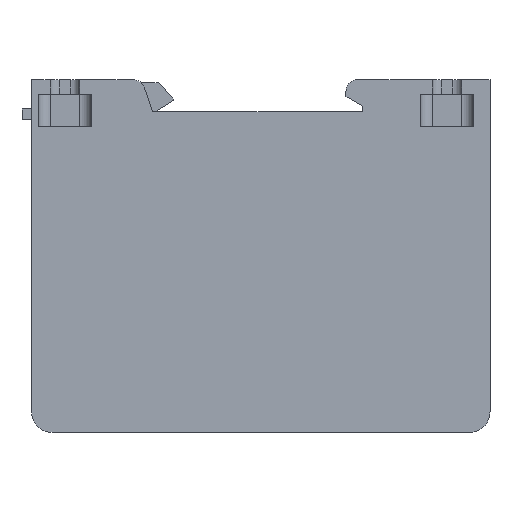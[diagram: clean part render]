
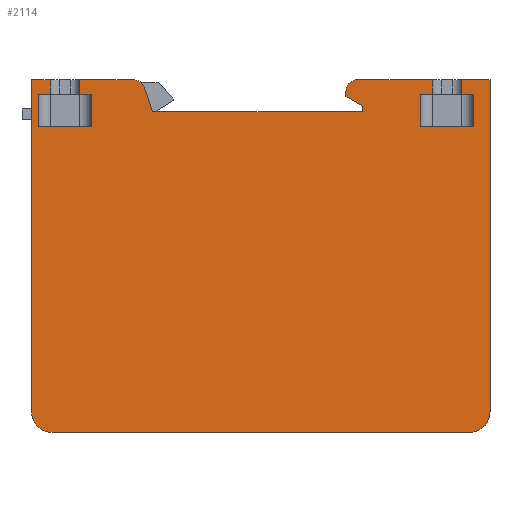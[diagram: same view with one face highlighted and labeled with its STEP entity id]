
A CAD part, front view. The second image highlights one B-rep face of the part: STEP entity #2114.
In plain terms, the highlighted planar face has unit normal (0, -1, 0).
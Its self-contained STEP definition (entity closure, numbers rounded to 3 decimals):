
#17=CARTESIAN_POINT('',(-20.895,0.,28.));
#18=DIRECTION('',(0.,1.,0.));
#19=DIRECTION('',(0.,0.,1.));
#20=AXIS2_PLACEMENT_3D('',#17,#18,#19);
#22=DIRECTION('',(0.321,0.,-0.947));
#23=VECTOR('',#22,4.375);
#24=CARTESIAN_POINT('',(-19.001,0.,28.643));
#25=LINE('',#24,#23);
#26=DIRECTION('',(1.,0.,0.));
#27=VECTOR('',#26,35.7);
#28=CARTESIAN_POINT('',(-17.595,0.,24.5));
#29=LINE('',#28,#27);
#30=DIRECTION('',(0.,0.,1.));
#31=VECTOR('',#30,1.);
#32=CARTESIAN_POINT('',(18.105,0.,24.5));
#33=LINE('',#32,#31);
#34=DIRECTION('',(-0.866,0.,0.5));
#35=VECTOR('',#34,3.233);
#36=CARTESIAN_POINT('',(18.105,0.,25.5));
#37=LINE('',#36,#35);
#38=DIRECTION('',(0.,0.,1.));
#39=VECTOR('',#38,0.883);
#40=CARTESIAN_POINT('',(15.305,0.,27.117));
#41=LINE('',#40,#39);
#42=CARTESIAN_POINT('',(17.305,0.,28.));
#43=DIRECTION('',(0.,1.,0.));
#44=DIRECTION('',(-1.,0.,0.));
#45=AXIS2_PLACEMENT_3D('',#42,#43,#44);
#47=DIRECTION('',(1.,0.,0.));
#48=VECTOR('',#47,12.695);
#49=CARTESIAN_POINT('',(17.305,0.,30.));
#50=LINE('',#49,#48);
#51=DIRECTION('',(-1.,0.,0.));
#52=VECTOR('',#51,2.);
#53=CARTESIAN_POINT('',(30.,0.,27.5));
#54=LINE('',#53,#52);
#55=DIRECTION('',(0.,0.,1.));
#56=VECTOR('',#55,5.5);
#57=CARTESIAN_POINT('',(37.,0.,22.));
#58=LINE('',#57,#56);
#59=DIRECTION('',(-1.,0.,0.));
#60=VECTOR('',#59,2.);
#61=CARTESIAN_POINT('',(37.,0.,27.5));
#62=LINE('',#61,#60);
#63=DIRECTION('',(0.,0.,1.));
#64=VECTOR('',#63,2.5);
#65=CARTESIAN_POINT('',(35.,0.,27.5));
#66=LINE('',#65,#64);
#67=DIRECTION('',(1.,0.,0.));
#68=VECTOR('',#67,4.805);
#69=CARTESIAN_POINT('',(35.,0.,30.));
#70=LINE('',#69,#68);
#71=DIRECTION('',(0.,0.,-1.));
#72=VECTOR('',#71,56.5);
#73=CARTESIAN_POINT('',(39.805,0.,30.));
#74=LINE('',#73,#72);
#75=CARTESIAN_POINT('',(36.305,0.,-26.5));
#76=DIRECTION('',(0.,1.,0.));
#77=DIRECTION('',(1.,0.,0.));
#78=AXIS2_PLACEMENT_3D('',#75,#76,#77);
#80=DIRECTION('',(-1.,0.,0.));
#81=VECTOR('',#80,71.);
#82=CARTESIAN_POINT('',(36.305,0.,-30.));
#83=LINE('',#82,#81);
#84=CARTESIAN_POINT('',(-34.695,0.,-26.5));
#85=DIRECTION('',(0.,1.,0.));
#86=DIRECTION('',(0.,0.,-1.));
#87=AXIS2_PLACEMENT_3D('',#84,#85,#86);
#89=DIRECTION('',(1.,0.,0.));
#90=VECTOR('',#89,3.195);
#91=CARTESIAN_POINT('',(-38.195,0.,30.));
#92=LINE('',#91,#90);
#93=DIRECTION('',(1.,0.,0.));
#94=VECTOR('',#93,9.);
#95=CARTESIAN_POINT('',(-37.,0.,22.));
#96=LINE('',#95,#94);
#97=DIRECTION('',(0.,0.,1.));
#98=VECTOR('',#97,5.5);
#99=CARTESIAN_POINT('',(-28.,0.,22.));
#100=LINE('',#99,#98);
#101=DIRECTION('',(0.,0.,1.));
#102=VECTOR('',#101,2.5);
#103=CARTESIAN_POINT('',(-30.,0.,27.5));
#104=LINE('',#103,#102);
#105=DIRECTION('',(1.,0.,0.));
#106=VECTOR('',#105,9.105);
#107=CARTESIAN_POINT('',(-30.,0.,30.));
#108=LINE('',#107,#106);
#517=DIRECTION('',(0.,0.,1.));
#518=VECTOR('',#517,5.5);
#519=CARTESIAN_POINT('',(28.,0.,22.));
#520=LINE('',#519,#518);
#529=DIRECTION('',(-1.,0.,0.));
#530=VECTOR('',#529,9.);
#531=CARTESIAN_POINT('',(37.,0.,22.));
#532=LINE('',#531,#530);
#761=DIRECTION('',(0.,0.,-1.));
#762=VECTOR('',#761,56.5);
#763=CARTESIAN_POINT('',(-38.195,0.,30.));
#764=LINE('',#763,#762);
#995=DIRECTION('',(1.,0.,0.));
#996=VECTOR('',#995,2.);
#997=CARTESIAN_POINT('',(-37.,0.,27.5));
#998=LINE('',#997,#996);
#1021=DIRECTION('',(1.,0.,0.));
#1022=VECTOR('',#1021,2.);
#1023=CARTESIAN_POINT('',(-30.,0.,27.5));
#1024=LINE('',#1023,#1022);
#1045=DIRECTION('',(0.,0.,1.));
#1046=VECTOR('',#1045,5.5);
#1047=CARTESIAN_POINT('',(-37.,0.,22.));
#1048=LINE('',#1047,#1046);
#1057=DIRECTION('',(0.,0.,1.));
#1058=VECTOR('',#1057,2.5);
#1059=CARTESIAN_POINT('',(-35.,0.,27.5));
#1060=LINE('',#1059,#1058);
#1539=DIRECTION('',(0.,0.,1.));
#1540=VECTOR('',#1539,2.5);
#1541=CARTESIAN_POINT('',(30.,0.,27.5));
#1542=LINE('',#1541,#1540);
#1567=CARTESIAN_POINT('',(-20.895,0.,30.));
#1568=CARTESIAN_POINT('',(-19.001,0.,28.643));
#1569=VERTEX_POINT('',#1567);
#1570=VERTEX_POINT('',#1568);
#1571=CARTESIAN_POINT('',(-17.595,0.,24.5));
#1572=VERTEX_POINT('',#1571);
#1573=CARTESIAN_POINT('',(18.105,0.,24.5));
#1574=VERTEX_POINT('',#1573);
#1575=CARTESIAN_POINT('',(18.105,0.,25.5));
#1576=VERTEX_POINT('',#1575);
#1577=CARTESIAN_POINT('',(15.305,0.,27.117));
#1578=VERTEX_POINT('',#1577);
#1579=CARTESIAN_POINT('',(15.305,0.,28.));
#1580=VERTEX_POINT('',#1579);
#1581=CARTESIAN_POINT('',(17.305,0.,30.));
#1582=VERTEX_POINT('',#1581);
#1583=CARTESIAN_POINT('',(30.,0.,30.));
#1584=VERTEX_POINT('',#1583);
#1585=CARTESIAN_POINT('',(30.,0.,27.5));
#1586=VERTEX_POINT('',#1585);
#1587=CARTESIAN_POINT('',(28.,0.,27.5));
#1588=VERTEX_POINT('',#1587);
#1589=CARTESIAN_POINT('',(28.,0.,22.));
#1590=VERTEX_POINT('',#1589);
#1591=CARTESIAN_POINT('',(37.,0.,22.));
#1592=VERTEX_POINT('',#1591);
#1593=CARTESIAN_POINT('',(37.,0.,27.5));
#1594=VERTEX_POINT('',#1593);
#1595=CARTESIAN_POINT('',(35.,0.,27.5));
#1596=VERTEX_POINT('',#1595);
#1597=CARTESIAN_POINT('',(35.,0.,30.));
#1598=VERTEX_POINT('',#1597);
#1599=CARTESIAN_POINT('',(39.805,0.,30.));
#1600=VERTEX_POINT('',#1599);
#1601=CARTESIAN_POINT('',(39.805,0.,-26.5));
#1602=VERTEX_POINT('',#1601);
#1603=CARTESIAN_POINT('',(36.305,0.,-30.));
#1604=VERTEX_POINT('',#1603);
#1605=CARTESIAN_POINT('',(-34.695,0.,-30.));
#1606=VERTEX_POINT('',#1605);
#1607=CARTESIAN_POINT('',(-38.195,0.,-26.5));
#1608=VERTEX_POINT('',#1607);
#1609=CARTESIAN_POINT('',(-38.195,0.,30.));
#1610=VERTEX_POINT('',#1609);
#1611=CARTESIAN_POINT('',(-35.,0.,30.));
#1612=VERTEX_POINT('',#1611);
#1613=CARTESIAN_POINT('',(-35.,0.,27.5));
#1614=VERTEX_POINT('',#1613);
#1615=CARTESIAN_POINT('',(-37.,0.,27.5));
#1616=VERTEX_POINT('',#1615);
#1617=CARTESIAN_POINT('',(-37.,0.,22.));
#1618=VERTEX_POINT('',#1617);
#1619=CARTESIAN_POINT('',(-28.,0.,22.));
#1620=VERTEX_POINT('',#1619);
#1621=CARTESIAN_POINT('',(-28.,0.,27.5));
#1622=VERTEX_POINT('',#1621);
#1623=CARTESIAN_POINT('',(-30.,0.,27.5));
#1624=VERTEX_POINT('',#1623);
#1625=CARTESIAN_POINT('',(-30.,0.,30.));
#1626=VERTEX_POINT('',#1625);
#2047=CARTESIAN_POINT('',(0.,0.,0.));
#2048=DIRECTION('',(0.,1.,0.));
#2049=DIRECTION('',(1.,0.,0.));
#2050=AXIS2_PLACEMENT_3D('',#2047,#2048,#2049);
#2051=PLANE('',#2050);
#2053=ORIENTED_EDGE('',*,*,#2052,.T.);
#2055=ORIENTED_EDGE('',*,*,#2054,.T.);
#2057=ORIENTED_EDGE('',*,*,#2056,.T.);
#2059=ORIENTED_EDGE('',*,*,#2058,.T.);
#2061=ORIENTED_EDGE('',*,*,#2060,.T.);
#2063=ORIENTED_EDGE('',*,*,#2062,.T.);
#2065=ORIENTED_EDGE('',*,*,#2064,.T.);
#2067=ORIENTED_EDGE('',*,*,#2066,.T.);
#2069=ORIENTED_EDGE('',*,*,#2068,.F.);
#2071=ORIENTED_EDGE('',*,*,#2070,.T.);
#2073=ORIENTED_EDGE('',*,*,#2072,.F.);
#2075=ORIENTED_EDGE('',*,*,#2074,.F.);
#2077=ORIENTED_EDGE('',*,*,#2076,.T.);
#2079=ORIENTED_EDGE('',*,*,#2078,.T.);
#2081=ORIENTED_EDGE('',*,*,#2080,.T.);
#2083=ORIENTED_EDGE('',*,*,#2082,.T.);
#2085=ORIENTED_EDGE('',*,*,#2084,.T.);
#2087=ORIENTED_EDGE('',*,*,#2086,.T.);
#2089=ORIENTED_EDGE('',*,*,#2088,.T.);
#2091=ORIENTED_EDGE('',*,*,#2090,.T.);
#2093=ORIENTED_EDGE('',*,*,#2092,.F.);
#2095=ORIENTED_EDGE('',*,*,#2094,.T.);
#2097=ORIENTED_EDGE('',*,*,#2096,.F.);
#2099=ORIENTED_EDGE('',*,*,#2098,.F.);
#2101=ORIENTED_EDGE('',*,*,#2100,.F.);
#2103=ORIENTED_EDGE('',*,*,#2102,.T.);
#2105=ORIENTED_EDGE('',*,*,#2104,.T.);
#2107=ORIENTED_EDGE('',*,*,#2106,.F.);
#2109=ORIENTED_EDGE('',*,*,#2108,.T.);
#2111=ORIENTED_EDGE('',*,*,#2110,.T.);
#2112=EDGE_LOOP('',(#2053,#2055,#2057,#2059,#2061,#2063,#2065,#2067,#2069,#2071,
#2073,#2075,#2077,#2079,#2081,#2083,#2085,#2087,#2089,#2091,#2093,#2095,#2097,
#2099,#2101,#2103,#2105,#2107,#2109,#2111));
#2113=FACE_OUTER_BOUND('',#2112,.F.);
#2114=ADVANCED_FACE('',(#2113),#2051,.F.);
#21=CIRCLE('',#20,2.);
#46=CIRCLE('',#45,2.);
#79=CIRCLE('',#78,3.5);
#88=CIRCLE('',#87,3.5);
#2052=EDGE_CURVE('',#1569,#1570,#21,.T.);
#2054=EDGE_CURVE('',#1570,#1572,#25,.T.);
#2056=EDGE_CURVE('',#1572,#1574,#29,.T.);
#2058=EDGE_CURVE('',#1574,#1576,#33,.T.);
#2060=EDGE_CURVE('',#1576,#1578,#37,.T.);
#2062=EDGE_CURVE('',#1578,#1580,#41,.T.);
#2064=EDGE_CURVE('',#1580,#1582,#46,.T.);
#2066=EDGE_CURVE('',#1582,#1584,#50,.T.);
#2068=EDGE_CURVE('',#1586,#1584,#1542,.T.);
#2070=EDGE_CURVE('',#1586,#1588,#54,.T.);
#2072=EDGE_CURVE('',#1590,#1588,#520,.T.);
#2074=EDGE_CURVE('',#1592,#1590,#532,.T.);
#2076=EDGE_CURVE('',#1592,#1594,#58,.T.);
#2078=EDGE_CURVE('',#1594,#1596,#62,.T.);
#2080=EDGE_CURVE('',#1596,#1598,#66,.T.);
#2082=EDGE_CURVE('',#1598,#1600,#70,.T.);
#2084=EDGE_CURVE('',#1600,#1602,#74,.T.);
#2086=EDGE_CURVE('',#1602,#1604,#79,.T.);
#2088=EDGE_CURVE('',#1604,#1606,#83,.T.);
#2090=EDGE_CURVE('',#1606,#1608,#88,.T.);
#2092=EDGE_CURVE('',#1610,#1608,#764,.T.);
#2094=EDGE_CURVE('',#1610,#1612,#92,.T.);
#2096=EDGE_CURVE('',#1614,#1612,#1060,.T.);
#2098=EDGE_CURVE('',#1616,#1614,#998,.T.);
#2100=EDGE_CURVE('',#1618,#1616,#1048,.T.);
#2102=EDGE_CURVE('',#1618,#1620,#96,.T.);
#2104=EDGE_CURVE('',#1620,#1622,#100,.T.);
#2106=EDGE_CURVE('',#1624,#1622,#1024,.T.);
#2108=EDGE_CURVE('',#1624,#1626,#104,.T.);
#2110=EDGE_CURVE('',#1626,#1569,#108,.T.);
